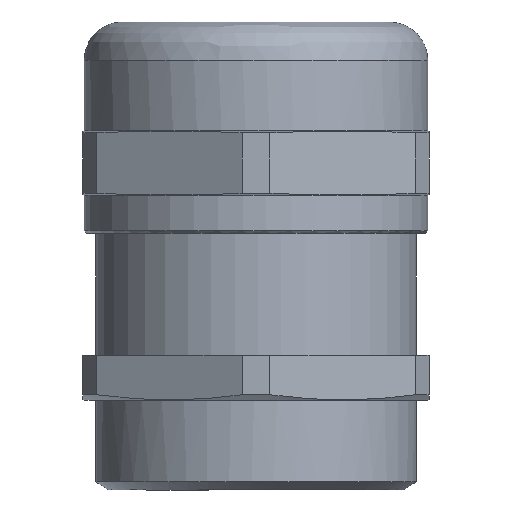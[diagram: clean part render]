
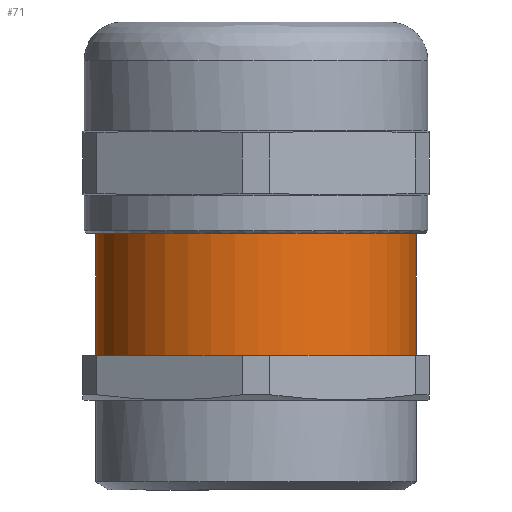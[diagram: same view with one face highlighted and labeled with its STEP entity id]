
A CAD part, front view. The second image highlights one B-rep face of the part: STEP entity #71.
In plain terms, the highlighted free-form (B-spline) face has degree [1, 2] with [2, 5] control points.
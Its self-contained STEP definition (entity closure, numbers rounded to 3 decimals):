
#71=ADVANCED_FACE('',(#174),#1303,.T.);
#174=FACE_OUTER_BOUND('',#269,.T.);
#269=EDGE_LOOP('',(#534,#535,#536,#537));
#534=ORIENTED_EDGE('',*,*,#838,.T.);
#535=ORIENTED_EDGE('',*,*,#842,.T.);
#536=ORIENTED_EDGE('',*,*,#840,.F.);
#537=ORIENTED_EDGE('',*,*,#841,.F.);
#838=EDGE_CURVE('',#1213,#1214,#1083,.T.);
#840=EDGE_CURVE('',#1212,#1198,#1085,.T.);
#841=EDGE_CURVE('',#1213,#1212,#1086,.T.);
#842=EDGE_CURVE('',#1214,#1198,#1087,.T.);
#1083=(
BOUNDED_CURVE()
B_SPLINE_CURVE(1,(#4146,#4147),.UNSPECIFIED.,.F.,.F.)
B_SPLINE_CURVE_WITH_KNOTS((2,2),(0.,10.5),.UNSPECIFIED.)
CURVE()
GEOMETRIC_REPRESENTATION_ITEM()
RATIONAL_B_SPLINE_CURVE((1.,1.))
REPRESENTATION_ITEM('')
);
#1085=(
BOUNDED_CURVE()
B_SPLINE_CURVE(1,(#4153,#4154),.UNSPECIFIED.,.F.,.F.)
B_SPLINE_CURVE_WITH_KNOTS((2,2),(0.,10.5),.UNSPECIFIED.)
CURVE()
GEOMETRIC_REPRESENTATION_ITEM()
RATIONAL_B_SPLINE_CURVE((1.,1.))
REPRESENTATION_ITEM('')
);
#1086=(
BOUNDED_CURVE()
B_SPLINE_CURVE(2,(#4155,#4156,#4157,#4158,#4159),.UNSPECIFIED.,.F.,.F.)
B_SPLINE_CURVE_WITH_KNOTS((3,2,3),(0.,19.635,39.27),
 .UNSPECIFIED.)
CURVE()
GEOMETRIC_REPRESENTATION_ITEM()
RATIONAL_B_SPLINE_CURVE((1.,0.707,1.,0.707,1.))
REPRESENTATION_ITEM('')
);
#1087=(
BOUNDED_CURVE()
B_SPLINE_CURVE(2,(#4160,#4161,#4162,#4163,#4164),.UNSPECIFIED.,.F.,.F.)
B_SPLINE_CURVE_WITH_KNOTS((3,2,3),(0.,19.635,39.27),
 .UNSPECIFIED.)
CURVE()
GEOMETRIC_REPRESENTATION_ITEM()
RATIONAL_B_SPLINE_CURVE((1.,0.707,1.,0.707,1.))
REPRESENTATION_ITEM('')
);
#1198=VERTEX_POINT('',#3650);
#1212=VERTEX_POINT('',#3664);
#1213=VERTEX_POINT('',#3665);
#1214=VERTEX_POINT('',#3666);
#1303=(
BOUNDED_SURFACE()
B_SPLINE_SURFACE(1,2,((#3383,#3384,#3385,#3386,#3387),(#3388,#3389,#3390,
#3391,#3392)),.UNSPECIFIED.,.F.,.F.,.F.)
B_SPLINE_SURFACE_WITH_KNOTS((2,2),(3,2,3),(0.,10.5),(0.,19.635,
39.27),.UNSPECIFIED.)
GEOMETRIC_REPRESENTATION_ITEM()
RATIONAL_B_SPLINE_SURFACE(((1.,0.707,1.,0.707,1.),
(1.,0.707,1.,0.707,1.)))
REPRESENTATION_ITEM('')
SURFACE()
);
#3383=CARTESIAN_POINT('',(3.5,0.,10.5));
#3384=CARTESIAN_POINT('',(3.5,-12.5,10.5));
#3385=CARTESIAN_POINT('',(-9.,-12.5,10.5));
#3386=CARTESIAN_POINT('',(-21.5,-12.5,10.5));
#3387=CARTESIAN_POINT('',(-21.5,0.,10.5));
#3388=CARTESIAN_POINT('',(3.5,0.,21.));
#3389=CARTESIAN_POINT('',(3.5,-12.5,21.));
#3390=CARTESIAN_POINT('',(-9.,-12.5,21.));
#3391=CARTESIAN_POINT('',(-21.5,-12.5,21.));
#3392=CARTESIAN_POINT('',(-21.5,0.,21.));
#3650=CARTESIAN_POINT('',(-21.5,0.,21.));
#3664=CARTESIAN_POINT('',(-21.5,0.,10.5));
#3665=CARTESIAN_POINT('',(3.5,0.,10.5));
#3666=CARTESIAN_POINT('',(3.5,0.,21.));
#4146=CARTESIAN_POINT('',(3.5,0.,10.5));
#4147=CARTESIAN_POINT('',(3.5,0.,21.));
#4153=CARTESIAN_POINT('',(-21.5,0.,10.5));
#4154=CARTESIAN_POINT('',(-21.5,0.,21.));
#4155=CARTESIAN_POINT('',(3.5,0.,10.5));
#4156=CARTESIAN_POINT('',(3.5,-12.5,10.5));
#4157=CARTESIAN_POINT('',(-9.,-12.5,10.5));
#4158=CARTESIAN_POINT('',(-21.5,-12.5,10.5));
#4159=CARTESIAN_POINT('',(-21.5,0.,10.5));
#4160=CARTESIAN_POINT('',(3.5,0.,21.));
#4161=CARTESIAN_POINT('',(3.5,-12.5,21.));
#4162=CARTESIAN_POINT('',(-9.,-12.5,21.));
#4163=CARTESIAN_POINT('',(-21.5,-12.5,21.));
#4164=CARTESIAN_POINT('',(-21.5,0.,21.));
